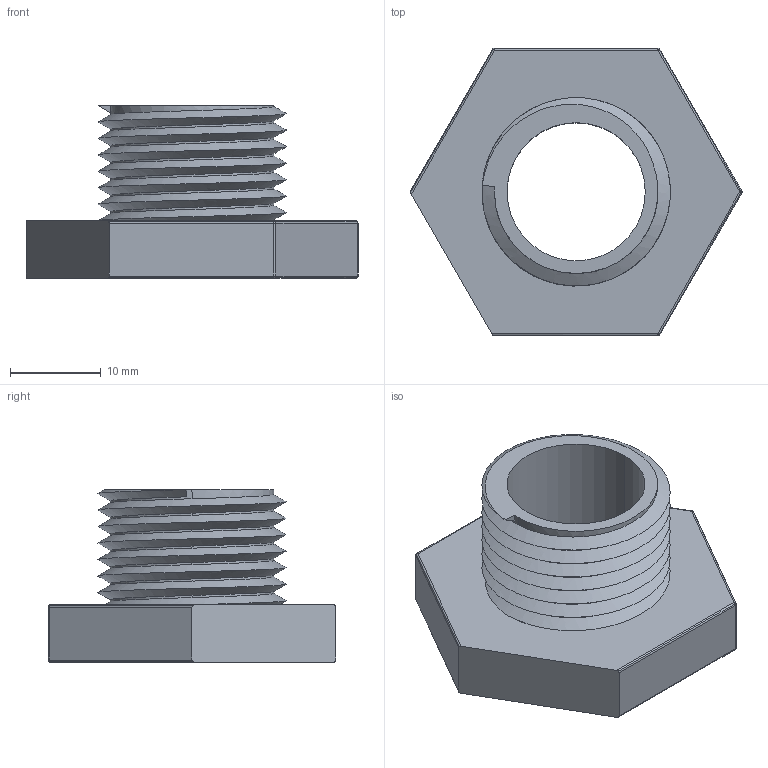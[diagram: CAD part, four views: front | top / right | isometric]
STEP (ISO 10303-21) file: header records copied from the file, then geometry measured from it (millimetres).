
FILE_DESCRIPTION( ( 'Argon' ), 'Build 877' );
FILE_NAME( 'FN12-14NPSM.stp', ' ', ( 'Lee Clore' ), ( 'Onyx Industries' ), 'ACIS Interop', 'Ashlar, Incorporated', 'Argon BY ASHLAR, INCORPORATED' );
FILE_SCHEMA( ( 'automotive_design' ) );
Length unit declared in the file: inch
Products named in the file (1): 1
Bounding box: 36.62 x 31.75 x 19.05 mm (x, y, z)
Volume: 5756.7 mm3; surface area: 4385.4 mm2
Topology: 1 solids, 1 shells, 68 faces, 176 edges, 101 vertices
Faces by surface type: cylinder 46, sphere 10, plane 10, bspline 2
Entity records: 8229 total; most frequent: CARTESIAN_POINT 4745, STYLED_ITEM 336, PRESENTATION_STYLE_ASSIGNMENT 336, COLOUR_RGB 336, DIRECTION 334, ORIENTED_EDGE 332, EDGE_CURVE 166, CURVE_STYLE 166
